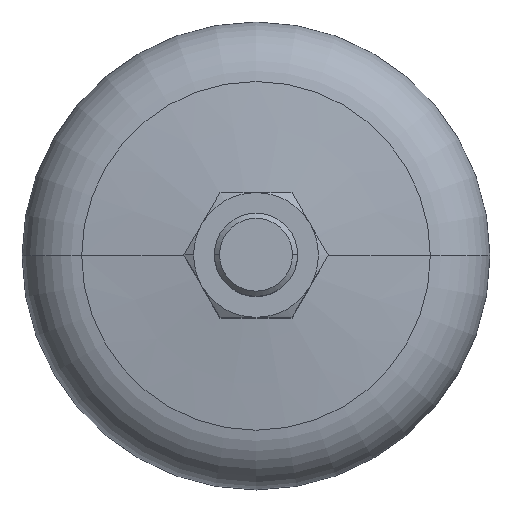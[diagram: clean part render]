
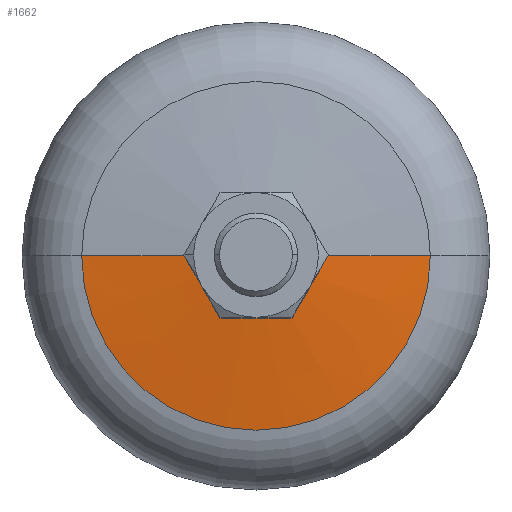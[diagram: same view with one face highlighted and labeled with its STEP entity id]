
A CAD part, top view. The second image highlights one B-rep face of the part: STEP entity #1662.
In plain terms, the highlighted conical face has half-angle 83.25 degrees and reference radius 20.474 mm.
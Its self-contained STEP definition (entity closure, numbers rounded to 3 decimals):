
#18 = EDGE_CURVE ( 'NONE', #959, #1213, #1372, .T. ) ;
#25 = DIRECTION ( 'NONE',  ( -1., 0., 0. ) ) ;
#74 = ORIENTED_EDGE ( 'NONE', *, *, #1863, .F. ) ;
#98 = DIRECTION ( 'NONE',  ( -1., 0., 0. ) ) ;
#140 = ORIENTED_EDGE ( 'NONE', *, *, #1276, .F. ) ;
#221 = CARTESIAN_POINT ( 'NONE',  ( 0., 0., 17.91 ) ) ;
#232 = VERTEX_POINT ( 'NONE', #632 ) ;
#295 = FACE_OUTER_BOUND ( 'NONE', #866, .T. ) ;
#311 = DIRECTION ( 'NONE',  ( 0.993, 0., -0.118 ) ) ;
#494 = ORIENTED_EDGE ( 'NONE', *, *, #18, .T. ) ;
#552 = DIRECTION ( 'NONE',  ( -0.993, 0., -0.118 ) ) ;
#632 = CARTESIAN_POINT ( 'NONE',  ( 33.528, 0., 17.91 ) ) ;
#673 = CONICAL_SURFACE ( 'NONE', #2576, 20.474, 1.453 ) ;
#677 = VECTOR ( 'NONE', #311, 1000. ) ;
#711 = DIRECTION ( 'NONE',  ( 0.482, -0.876, 0. ) ) ;
#780 = DIRECTION ( 'NONE',  ( -1., 0., 0. ) ) ;
#821 = DIRECTION ( 'NONE',  ( 0., 0., 1. ) ) ;
#834 = VECTOR ( 'NONE', #552, 1000. ) ;
#866 = EDGE_LOOP ( 'NONE', ( #74, #1670, #1866, #2156, #494, #140 ) ) ;
#881 = CARTESIAN_POINT ( 'NONE',  ( 3.578, -6.5, 21. ) ) ;
#892 = CARTESIAN_POINT ( 'NONE',  ( 0., 0., 19.455 ) ) ;
#903 = VERTEX_POINT ( 'NONE', #2360 ) ;
#959 = VERTEX_POINT ( 'NONE', #2368 ) ;
#963 = CARTESIAN_POINT ( 'NONE',  ( -20.474, 0., 19.455 ) ) ;
#978 = AXIS2_PLACEMENT_3D ( 'NONE', #1180, #1359, #780 ) ;
#1018 = CIRCLE ( 'NONE', #1921, 7.42 ) ;
#1180 = CARTESIAN_POINT ( 'NONE',  ( 0., 0., 21. ) ) ;
#1213 = VERTEX_POINT ( 'NONE', #2201 ) ;
#1276 = EDGE_CURVE ( 'NONE', #232, #1213, #1525, .T. ) ;
#1351 = DIRECTION ( 'NONE',  ( 0., 0., 1. ) ) ;
#1359 = DIRECTION ( 'NONE',  ( 0., 0., 1. ) ) ;
#1372 = LINE ( 'NONE', #963, #834 ) ;
#1375 = AXIS2_PLACEMENT_3D ( 'NONE', #221, #1438, #25 ) ;
#1434 = CARTESIAN_POINT ( 'NONE',  ( 0., 0., 21. ) ) ;
#1438 = DIRECTION ( 'NONE',  ( 0., 0., -1. ) ) ;
#1525 = CIRCLE ( 'NONE', #1375, 33.528 ) ;
#1662 = ADVANCED_FACE ( 'NONE', ( #295 ), #673, .T. ) ;
#1669 = VERTEX_POINT ( 'NONE', #881 ) ;
#1670 = ORIENTED_EDGE ( 'NONE', *, *, #1828, .F. ) ;
#1726 = CARTESIAN_POINT ( 'NONE',  ( 0., 0., 21. ) ) ;
#1785 = CIRCLE ( 'NONE', #978, 7.42 ) ;
#1814 = LINE ( 'NONE', #2111, #677 ) ;
#1828 = EDGE_CURVE ( 'NONE', #1669, #903, #1018, .T. ) ;
#1850 = CARTESIAN_POINT ( 'NONE',  ( -3.578, -6.5, 21. ) ) ;
#1863 = EDGE_CURVE ( 'NONE', #903, #232, #1814, .T. ) ;
#1866 = ORIENTED_EDGE ( 'NONE', *, *, #2254, .F. ) ;
#1876 = AXIS2_PLACEMENT_3D ( 'NONE', #1434, #821, #2038 ) ;
#1921 = AXIS2_PLACEMENT_3D ( 'NONE', #1726, #1351, #711 ) ;
#1929 = EDGE_CURVE ( 'NONE', #959, #2424, #1785, .T. ) ;
#2038 = DIRECTION ( 'NONE',  ( -0.482, -0.876, 0. ) ) ;
#2111 = CARTESIAN_POINT ( 'NONE',  ( 20.474, 0., 19.455 ) ) ;
#2156 = ORIENTED_EDGE ( 'NONE', *, *, #1929, .F. ) ;
#2201 = CARTESIAN_POINT ( 'NONE',  ( -33.528, 0., 17.91 ) ) ;
#2254 = EDGE_CURVE ( 'NONE', #2424, #1669, #2575, .T. ) ;
#2360 = CARTESIAN_POINT ( 'NONE',  ( 7.42, 0., 21. ) ) ;
#2368 = CARTESIAN_POINT ( 'NONE',  ( -7.42, 0., 21. ) ) ;
#2424 = VERTEX_POINT ( 'NONE', #1850 ) ;
#2527 = DIRECTION ( 'NONE',  ( 0., 0., -1. ) ) ;
#2575 = CIRCLE ( 'NONE', #1876, 7.42 ) ;
#2576 = AXIS2_PLACEMENT_3D ( 'NONE', #892, #2527, #98 ) ;
